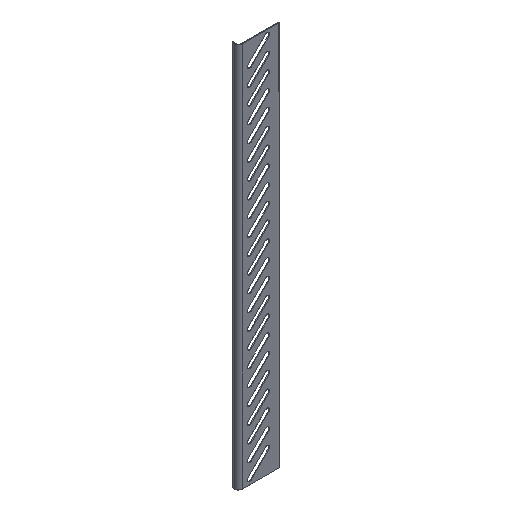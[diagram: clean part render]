
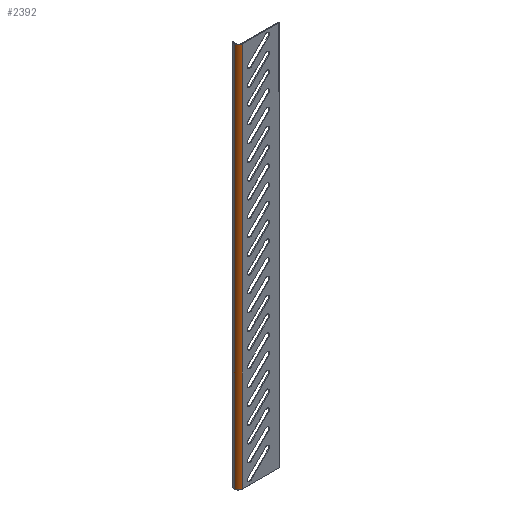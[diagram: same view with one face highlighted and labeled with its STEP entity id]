
A CAD part, isometric view. The second image highlights one B-rep face of the part: STEP entity #2392.
In plain terms, the highlighted cylindrical face has radius 6 mm (diameter 12 mm), a partial arc.
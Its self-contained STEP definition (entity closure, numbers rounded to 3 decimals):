
#4 = EDGE_CURVE ( 'NONE', #1000, #1005, #1381, .T. ) ;
#443 = AXIS2_PLACEMENT_3D ( 'NONE', #3899, #3900, #3901 ) ;
#444 = AXIS2_PLACEMENT_3D ( 'NONE', #3904, #3905, #3906 ) ;
#555 = AXIS2_PLACEMENT_3D ( 'NONE', #4364, #4365, #4363 ) ;
#982 = ORIENTED_EDGE ( 'NONE', *, *, #2279, .T. ) ;
#983 = ORIENTED_EDGE ( 'NONE', *, *, #2280, .T. ) ;
#984 = ORIENTED_EDGE ( 'NONE', *, *, #2281, .F. ) ;
#985 = ORIENTED_EDGE ( 'NONE', *, *, #4, .F. ) ;
#1000 = VERTEX_POINT ( 'NONE', #2907 ) ;
#1001 = VERTEX_POINT ( 'NONE', #2908 ) ;
#1005 = VERTEX_POINT ( 'NONE', #2912 ) ;
#1006 = VERTEX_POINT ( 'NONE', #2913 ) ;
#1333 = EDGE_LOOP ( 'NONE', ( #982, #983, #984, #985 ) ) ;
#1381 = LINE ( 'NONE', #4508, #1382 ) ;
#1382 = VECTOR ( 'NONE', #4507, 1000. ) ;
#2279 = EDGE_CURVE ( 'NONE', #1000, #1001, #3223, .T. ) ;
#2280 = EDGE_CURVE ( 'NONE', #1001, #1006, #3220, .T. ) ;
#2281 = EDGE_CURVE ( 'NONE', #1005, #1006, #3226, .T. ) ;
#2392 = ADVANCED_FACE ( 'NONE', ( #3404 ), #3409, .T. ) ;
#2907 = CARTESIAN_POINT ( 'NONE',  ( -57., 0., 296.5 ) ) ;
#2908 = CARTESIAN_POINT ( 'NONE',  ( -63., 6., 296.5 ) ) ;
#2912 = CARTESIAN_POINT ( 'NONE',  ( -57., 0., -296.5 ) ) ;
#2913 = CARTESIAN_POINT ( 'NONE',  ( -63., 6., -296.5 ) ) ;
#3220 = LINE ( 'NONE', #3898, #3227 ) ;
#3223 = CIRCLE ( 'NONE', #443, 6. ) ;
#3226 = CIRCLE ( 'NONE', #444, 6. ) ;
#3227 = VECTOR ( 'NONE', #3892, 1000. ) ;
#3404 = FACE_OUTER_BOUND ( 'NONE', #1333, .T. ) ;
#3409 = CYLINDRICAL_SURFACE ( 'NONE', #555, 6. ) ;
#3892 = DIRECTION ( 'NONE',  ( 0., 0., -1. ) ) ;
#3898 = CARTESIAN_POINT ( 'NONE',  ( -63., 6., 296.5 ) ) ;
#3899 = CARTESIAN_POINT ( 'NONE',  ( -57., 6., 296.5 ) ) ;
#3900 = DIRECTION ( 'NONE',  ( 0., 0., -1. ) ) ;
#3901 = DIRECTION ( 'NONE',  ( -1., 0., 0. ) ) ;
#3904 = CARTESIAN_POINT ( 'NONE',  ( -57., 6., -296.5 ) ) ;
#3905 = DIRECTION ( 'NONE',  ( 0., 0., -1. ) ) ;
#3906 = DIRECTION ( 'NONE',  ( -1., 0., 0. ) ) ;
#4363 = DIRECTION ( 'NONE',  ( -1., 0., 0. ) ) ;
#4364 = CARTESIAN_POINT ( 'NONE',  ( -57., 6., 296.5 ) ) ;
#4365 = DIRECTION ( 'NONE',  ( 0., 0., -1. ) ) ;
#4507 = DIRECTION ( 'NONE',  ( 0., 0., -1. ) ) ;
#4508 = CARTESIAN_POINT ( 'NONE',  ( -57., 0., 296.5 ) ) ;
